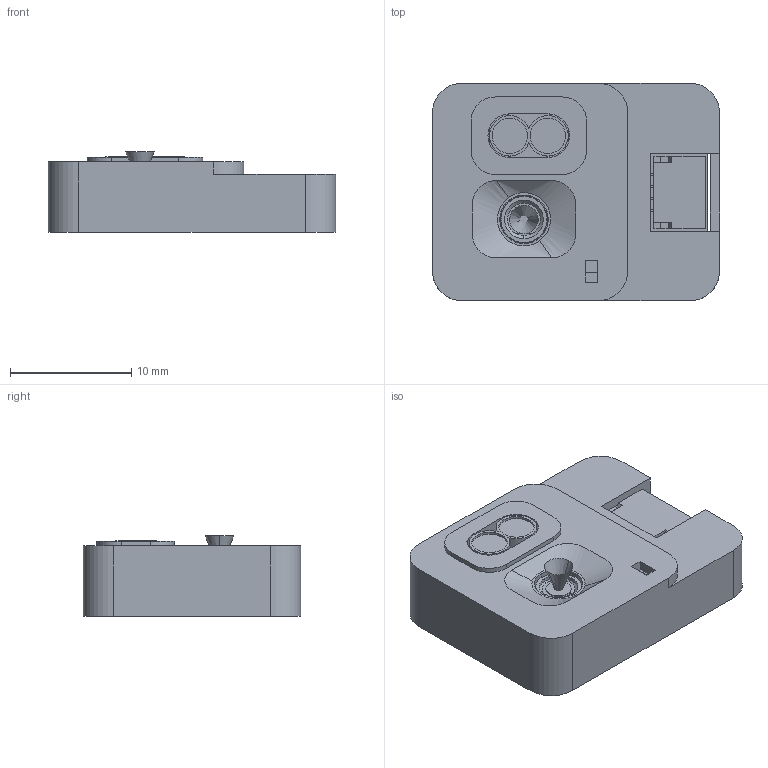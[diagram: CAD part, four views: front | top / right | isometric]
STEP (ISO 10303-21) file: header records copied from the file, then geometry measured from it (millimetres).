
FILE_DESCRIPTION (( 'STEP AP203' ), '1' );
FILE_NAME ('MTF-02P-V1.2 Assem.STEP', '2024-10-15T03:32:00', ( '' ), ( '' ), 'SwSTEP 2.0', 'SolidWorks 2023', '' );
FILE_SCHEMA (( 'CONFIG_CONTROL_DESIGN' ));
Length unit declared in the file: millimetre
Products named in the file (47): C14.step; R5.step; C16.step; Free-Models.step; SM04B-SRSS-TB.step; C3.step; MTF-02P-V1.2.step; R4.step; C15.step; MTF-02P-V1.2 Assem; C5.step; Tof sensor; R1.step; MTF-02P case3; C13.step; R7.step; R3.step; C7.step; C6.step; C11.step; CAP_0603.step; C10.step; R6.step; P1.step; CAP_0402_(1005_metric).step; lens_chip_package.step; Open CASCADE STEP translator 6.8 1.31.1.1.1.step; C17.step; RES_0402_(1005_metric).step; C12.step; C19.step; C4.step; LENS.step; Open CASCADE STEP translator 6.8 1.1.1.step; C2.step; C1.step; C9.step; MTF-02P-V1.2; Open CASCADE STEP translator 6.8 1.31.1.1.2.step; R8.step ...
Assembly tree (70 placements, depth 7):
  MTF-02P-V1.2 Assem
    MTF-02P-V1.2
      MTF-02P-V1.2.step
        Board.step
          Open CASCADE STEP translator 6.8 1.1.1.step
        P1.step
          SM04B-SRSS-TB.step
        R8.step
          RES_0402_(1005_metric).step
        C19.step
          CAP_0402_(1005_metric).step
        C18.step
          CAP_0402_(1005_metric).step
        R7.step
          RES_0402_(1005_metric).step
        R6.step
          RES_0402_(1005_metric).step
        R5.step
          RES_0402_(1005_metric).step
        R4.step
          RES_0402_(1005_metric).step
        R3.step
          RES_0402_(1005_metric).step
        R2.step
          RES_0402_(1005_metric).step
        R1.step
          RES_0402_(1005_metric).step
        D1.step
          LED_0603_APT1608_BLUE.step
        C10.step
          CAP_0402_(1005_metric).step
        C15.step
          CAP_0402_(1005_metric).step
        C12.step
          CAP_0402_(1005_metric).step
        C9.step
          CAP_0603.step
        C17.step
          CAP_0402_(1005_metric).step
        C13.step
          CAP_0402_(1005_metric).step
        C5.step
          CAP_0402_(1005_metric).step
        C14.step
          CAP_0402_(1005_metric).step
        C16.step
          CAP_0402_(1005_metric).step
        C4.step
          CAP_0402_(1005_metric).step
        C11.step
          CAP_0603.step
        C8.step
          CAP_0402_(1005_metric).step
        C7.step
          CAP_0402_(1005_metric).step
        C6.step
          CAP_0402_(1005_metric).step
        C3.step
          CAP_0402_(1005_metric).step
        C2.step
Bounding box: 23.75 x 18 x 6.63 mm (x, y, z)
Volume: 1318.7 mm3; surface area: 3077.5 mm2
Topology: 34 solids, 36 shells, 1190 faces, 2944 edges, 1938 vertices
Faces by surface type: plane 1098, cylinder 78, cone 10, bspline 4
Entity records: 29440 total; most frequent: CARTESIAN_POINT 6593, DIRECTION 3535, ORIENTED_EDGE 3510, EDGE_CURVE 1756, VECTOR 1543, LINE 1543, VERTEX_POINT 1166, AXIS2_PLACEMENT_3D 996
